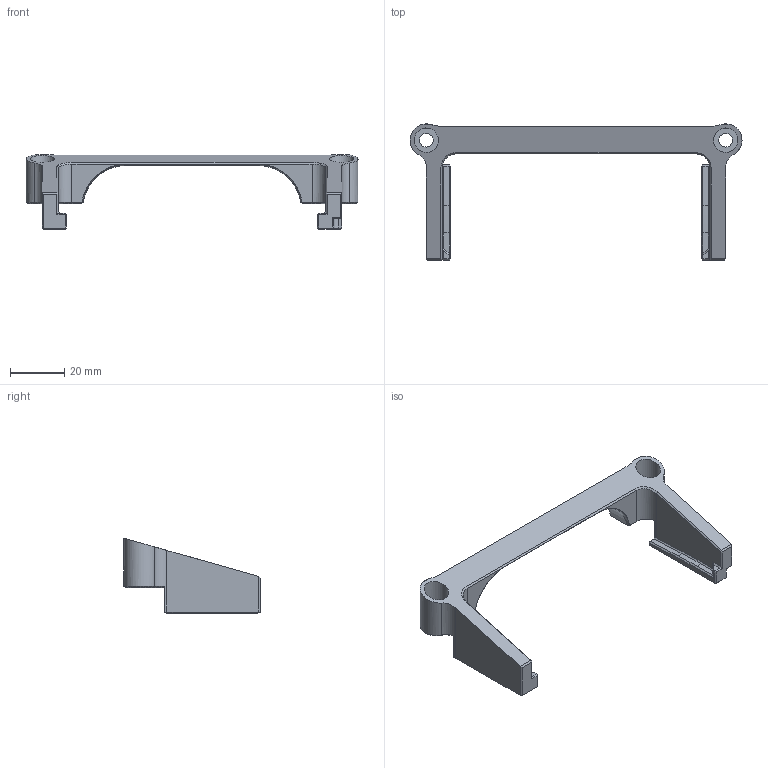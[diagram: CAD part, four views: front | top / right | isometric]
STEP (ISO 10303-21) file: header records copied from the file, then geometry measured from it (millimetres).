
FILE_DESCRIPTION(/* description */ (''),/* implementation_level */ '2;1');
FILE_NAME(/* name */ 'GateGuide.step',/* time_stamp */ '2024-11-04T20:58:24+01:00',/* author */ (''),/* organization */ (''),/* preprocessor_version */ 'ST-DEVELOPER v20',/* originating_system */ 'Autodesk Translation Framework v13.20.0.188',/* authorisation */ '');
FILE_SCHEMA (('AUTOMOTIVE_DESIGN { 1 0 10303 214 3 1 1 }'));
Length unit declared in the file: millimetre
Products named in the file (2): BlastGateServos_V3; GateGuide
Assembly tree (1 placements, depth 2):
  BlastGateServos_V3
    GateGuide
Bounding box: 121.99 x 50 x 27.5 mm (x, y, z)
Volume: 17156.3 mm3; surface area: 9463.4 mm2
Topology: 1 solids, 1 shells, 166 faces, 393 edges, 231 vertices
Faces by surface type: plane 116, cone 25, cylinder 17, bspline 8
Full cylindrical faces by diameter (mm): 5 x2, 9 x2
Entity records: 4803 total; most frequent: CARTESIAN_POINT 1058, ORIENTED_EDGE 786, DIRECTION 732, EDGE_CURVE 393, LINE 284, VECTOR 284, VERTEX_POINT 231, AXIS2_PLACEMENT_3D 224
